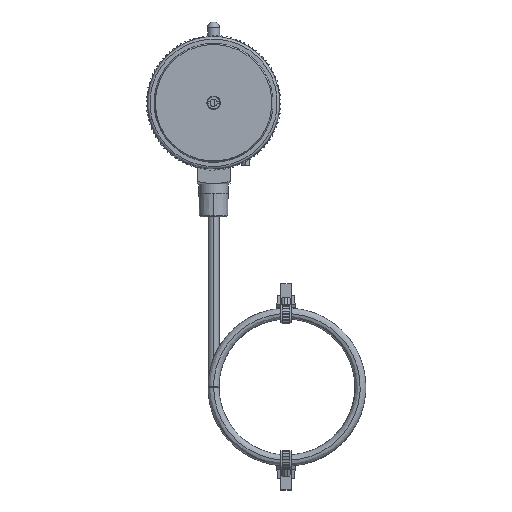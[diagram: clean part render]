
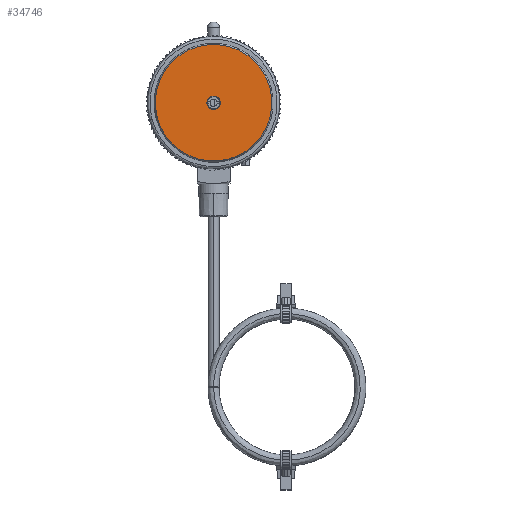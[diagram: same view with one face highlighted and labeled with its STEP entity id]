
A CAD part, top view. The second image highlights one B-rep face of the part: STEP entity #34746.
In plain terms, the highlighted planar face has unit normal (0, 0, 1).
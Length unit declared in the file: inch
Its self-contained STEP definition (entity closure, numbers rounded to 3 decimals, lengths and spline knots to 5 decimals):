
#261 = DIRECTION ( 'NONE',  ( 0., 0., 1. ) ) ;
#387 = CARTESIAN_POINT ( 'NONE',  ( 0.20706, 0.02213, 1.82118 ) ) ;
#1037 = CIRCLE ( 'NONE', #9705, 0.99306 ) ;
#3004 = AXIS2_PLACEMENT_3D ( 'NONE', #13511, #32907, #16304 ) ;
#3160 = DIRECTION ( 'NONE',  ( 0.966, 0.259, 0. ) ) ;
#6323 = EDGE_CURVE ( 'NONE', #10669, #29329, #8432, .T. ) ;
#8431 = EDGE_LOOP ( 'NONE', ( #30037, #24388 ) ) ;
#8432 = CIRCLE ( 'NONE', #22151, 0.99306 ) ;
#8726 = FACE_BOUND ( 'NONE', #33172, .T. ) ;
#9204 = DIRECTION ( 'NONE',  ( -0.966, -0.259, 0. ) ) ;
#9619 = CIRCLE ( 'NONE', #29286, 0.115 ) ;
#9705 = AXIS2_PLACEMENT_3D ( 'NONE', #16892, #261, #19669 ) ;
#10669 = VERTEX_POINT ( 'NONE', #18137 ) ;
#11119 = CARTESIAN_POINT ( 'NONE',  ( 0.31812, 0.05195, 1.82118 ) ) ;
#13080 = DIRECTION ( 'NONE',  ( 0., 0., 1. ) ) ;
#13133 = ORIENTED_EDGE ( 'NONE', *, *, #15975, .F. ) ;
#13511 = CARTESIAN_POINT ( 'NONE',  ( 0.20706, 0.02213, 1.82118 ) ) ;
#14607 = CARTESIAN_POINT ( 'NONE',  ( 0.20706, 0.02213, 1.82118 ) ) ;
#15975 = EDGE_CURVE ( 'NONE', #36012, #27665, #26832, .T. ) ;
#16304 = DIRECTION ( 'NONE',  ( -0.966, -0.259, 0. ) ) ;
#16892 = CARTESIAN_POINT ( 'NONE',  ( 0.20706, 0.02213, 1.82118 ) ) ;
#18137 = CARTESIAN_POINT ( 'NONE',  ( 1.16614, 0.27967, 1.82118 ) ) ;
#19455 = CARTESIAN_POINT ( 'NONE',  ( -0.75203, -0.23541, 1.82118 ) ) ;
#19669 = DIRECTION ( 'NONE',  ( -0.966, -0.259, 0. ) ) ;
#19804 = DIRECTION ( 'NONE',  ( 0., 0., 1. ) ) ;
#21699 = FACE_OUTER_BOUND ( 'NONE', #8431, .T. ) ;
#22151 = AXIS2_PLACEMENT_3D ( 'NONE', #14607, #26402, #9204 ) ;
#24388 = ORIENTED_EDGE ( 'NONE', *, *, #6323, .T. ) ;
#26402 = DIRECTION ( 'NONE',  ( 0., 0., 1. ) ) ;
#26832 = CIRCLE ( 'NONE', #33305, 0.115 ) ;
#27665 = VERTEX_POINT ( 'NONE', #34697 ) ;
#29286 = AXIS2_PLACEMENT_3D ( 'NONE', #29691, #13080, #32472 ) ;
#29329 = VERTEX_POINT ( 'NONE', #19455 ) ;
#29691 = CARTESIAN_POINT ( 'NONE',  ( 0.20706, 0.02213, 1.82118 ) ) ;
#30027 = PLANE ( 'NONE',  #3004 ) ;
#30037 = ORIENTED_EDGE ( 'NONE', *, *, #30440, .T. ) ;
#30440 = EDGE_CURVE ( 'NONE', #29329, #10669, #1037, .T. ) ;
#32472 = DIRECTION ( 'NONE',  ( 0.966, 0.259, 0. ) ) ;
#32907 = DIRECTION ( 'NONE',  ( 0., 0., -1. ) ) ;
#33172 = EDGE_LOOP ( 'NONE', ( #13133, #35956 ) ) ;
#33305 = AXIS2_PLACEMENT_3D ( 'NONE', #387, #19804, #3160 ) ;
#34134 = EDGE_CURVE ( 'NONE', #27665, #36012, #9619, .T. ) ;
#34697 = CARTESIAN_POINT ( 'NONE',  ( 0.09599, -0.00769, 1.82118 ) ) ;
#34746 = ADVANCED_FACE ( 'NONE', ( #8726, #21699 ), #30027, .F. ) ;
#35956 = ORIENTED_EDGE ( 'NONE', *, *, #34134, .F. ) ;
#36012 = VERTEX_POINT ( 'NONE', #11119 ) ;
